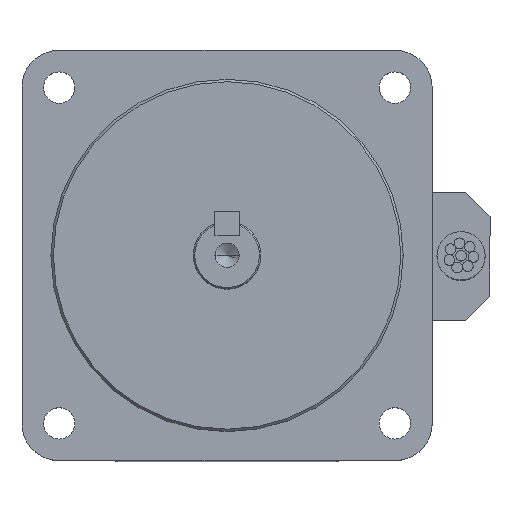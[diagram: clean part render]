
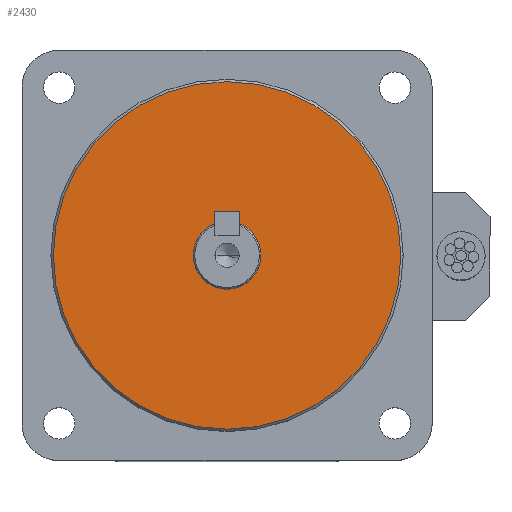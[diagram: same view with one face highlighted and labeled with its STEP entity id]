
A CAD part, top view. The second image highlights one B-rep face of the part: STEP entity #2430.
In plain terms, the highlighted planar face has unit normal (0, 0, 1).
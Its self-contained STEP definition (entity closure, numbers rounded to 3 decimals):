
#24 = ORIENTED_EDGE ( 'NONE', *, *, #757, .T. ) ;
#142 = VERTEX_POINT ( 'NONE', #1580 ) ;
#163 = CARTESIAN_POINT ( 'NONE',  ( -7., 0., 127.5 ) ) ;
#262 = AXIS2_PLACEMENT_3D ( 'NONE', #2789, #2003, #2291 ) ;
#421 = EDGE_LOOP ( 'NONE', ( #2119, #24 ) ) ;
#539 = VERTEX_POINT ( 'NONE', #3008 ) ;
#671 = CARTESIAN_POINT ( 'NONE',  ( 0., 0., 127.5 ) ) ;
#684 = DIRECTION ( 'NONE',  ( 1., 0., 0. ) ) ;
#694 = DIRECTION ( 'NONE',  ( 0., 0., -1. ) ) ;
#752 = DIRECTION ( 'NONE',  ( 1., 0., 0. ) ) ;
#757 = EDGE_CURVE ( 'NONE', #142, #2448, #1684, .T. ) ;
#833 = ORIENTED_EDGE ( 'NONE', *, *, #2281, .T. ) ;
#918 = DIRECTION ( 'NONE',  ( 0., 0., 1. ) ) ;
#928 = EDGE_CURVE ( 'NONE', #2448, #142, #3094, .T. ) ;
#983 = AXIS2_PLACEMENT_3D ( 'NONE', #2544, #1201, #2584 ) ;
#1050 = FACE_BOUND ( 'NONE', #421, .T. ) ;
#1201 = DIRECTION ( 'NONE',  ( 0., 0., 1. ) ) ;
#1369 = DIRECTION ( 'NONE',  ( 0., 0., -1. ) ) ;
#1462 = ORIENTED_EDGE ( 'NONE', *, *, #1883, .T. ) ;
#1477 = CIRCLE ( 'NONE', #262, 36.012 ) ;
#1580 = CARTESIAN_POINT ( 'NONE',  ( 7., 0., 127.5 ) ) ;
#1684 = CIRCLE ( 'NONE', #2765, 7. ) ;
#1733 = CARTESIAN_POINT ( 'NONE',  ( 0., 0., 127.5 ) ) ;
#1806 = PLANE ( 'NONE',  #2934 ) ;
#1883 = EDGE_CURVE ( 'NONE', #2065, #539, #1477, .T. ) ;
#1914 = EDGE_LOOP ( 'NONE', ( #1462, #833 ) ) ;
#2003 = DIRECTION ( 'NONE',  ( 0., 0., 1. ) ) ;
#2065 = VERTEX_POINT ( 'NONE', #2277 ) ;
#2119 = ORIENTED_EDGE ( 'NONE', *, *, #928, .T. ) ;
#2277 = CARTESIAN_POINT ( 'NONE',  ( -36.012, 0., 127.5 ) ) ;
#2281 = EDGE_CURVE ( 'NONE', #539, #2065, #2824, .T. ) ;
#2291 = DIRECTION ( 'NONE',  ( 1., 0., 0. ) ) ;
#2430 = ADVANCED_FACE ( 'NONE', ( #1050, #2920 ), #1806, .T. ) ;
#2448 = VERTEX_POINT ( 'NONE', #163 ) ;
#2544 = CARTESIAN_POINT ( 'NONE',  ( 0., 0., 127.5 ) ) ;
#2584 = DIRECTION ( 'NONE',  ( 1., 0., 0. ) ) ;
#2633 = CARTESIAN_POINT ( 'NONE',  ( 0., 0., 127.5 ) ) ;
#2765 = AXIS2_PLACEMENT_3D ( 'NONE', #671, #694, #752 ) ;
#2770 = DIRECTION ( 'NONE',  ( 1., 0., 0. ) ) ;
#2789 = CARTESIAN_POINT ( 'NONE',  ( 0., 0., 127.5 ) ) ;
#2822 = AXIS2_PLACEMENT_3D ( 'NONE', #1733, #1369, #2770 ) ;
#2824 = CIRCLE ( 'NONE', #983, 36.012 ) ;
#2920 = FACE_OUTER_BOUND ( 'NONE', #1914, .T. ) ;
#2934 = AXIS2_PLACEMENT_3D ( 'NONE', #2633, #918, #684 ) ;
#3008 = CARTESIAN_POINT ( 'NONE',  ( 36.012, 0., 127.5 ) ) ;
#3094 = CIRCLE ( 'NONE', #2822, 7. ) ;
